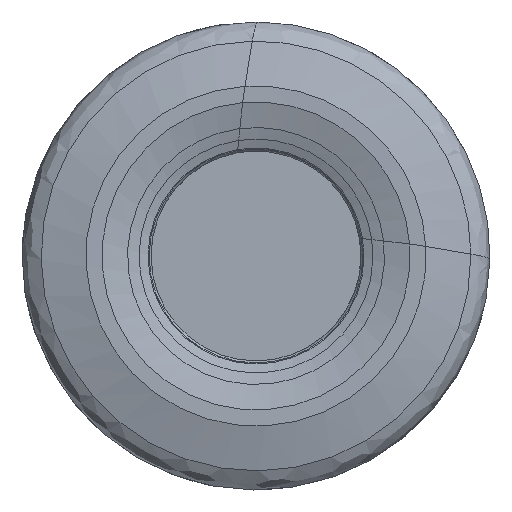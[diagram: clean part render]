
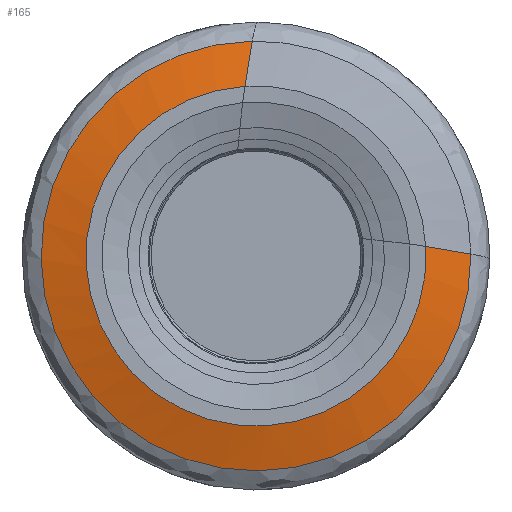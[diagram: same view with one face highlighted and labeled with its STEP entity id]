
A CAD part, left-side view. The second image highlights one B-rep face of the part: STEP entity #165.
In plain terms, the highlighted free-form (B-spline) face has degree [1, 3] with [2, 7] control points.
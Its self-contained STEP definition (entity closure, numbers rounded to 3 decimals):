
#165=ADVANCED_FACE('',(#284),#236,.F.);
#236=(
BOUNDED_SURFACE()
B_SPLINE_SURFACE(1,3,((#1810,#1811,#1812,#1813,#1814,#1815,#1816),(#1817,
#1818,#1819,#1820,#1821,#1822,#1823)),.UNSPECIFIED.,.F.,.F.,.F.)
B_SPLINE_SURFACE_WITH_KNOTS((2,2),(4,3,4),(0.,1.),(0.,0.5,1.),
 .UNSPECIFIED.)
GEOMETRIC_REPRESENTATION_ITEM()
RATIONAL_B_SPLINE_SURFACE(((1.,0.59,0.59,1.,0.59,
0.59,1.),(1.,0.59,0.59,1.,0.59,
0.59,1.)))
REPRESENTATION_ITEM('')
SURFACE()
);
#284=FACE_OUTER_BOUND('',#334,.T.);
#334=EDGE_LOOP('',(#556,#557,#558,#559));
#427=CIRCLE('',#994,7.631);
#428=CIRCLE('',#995,9.642);
#556=ORIENTED_EDGE('',*,*,#842,.F.);
#557=ORIENTED_EDGE('',*,*,#843,.F.);
#558=ORIENTED_EDGE('',*,*,#839,.T.);
#559=ORIENTED_EDGE('',*,*,#844,.F.);
#750=VERTEX_POINT('',#1787);
#751=VERTEX_POINT('',#1788);
#752=VERTEX_POINT('',#1806);
#753=VERTEX_POINT('',#1807);
#839=EDGE_CURVE('',#750,#751,#427,.T.);
#842=EDGE_CURVE('',#752,#753,#428,.T.);
#843=EDGE_CURVE('',#750,#752,#922,.T.);
#844=EDGE_CURVE('',#753,#751,#923,.T.);
#922=LINE('',#1808,#950);
#923=LINE('',#1809,#951);
#950=VECTOR('',#1168,1.);
#951=VECTOR('',#1169,1.);
#994=AXIS2_PLACEMENT_3D('',#1786,#1162,#1163);
#995=AXIS2_PLACEMENT_3D('',#1805,#1166,#1167);
#1162=DIRECTION('',(1.,0.,0.));
#1163=DIRECTION('',(0.,-0.998,0.057));
#1166=DIRECTION('',(1.,0.,0.));
#1167=DIRECTION('',(0.,-1.,0.009));
#1168=DIRECTION('',(0.249,-0.954,-0.166));
#1169=DIRECTION('',(-0.249,0.157,-0.956));
#1786=CARTESIAN_POINT('',(0.,0.,0.));
#1787=CARTESIAN_POINT('',(0.,-7.619,0.435));
#1788=CARTESIAN_POINT('',(0.,0.501,7.615));
#1805=CARTESIAN_POINT('',(0.528,0.,0.));
#1806=CARTESIAN_POINT('',(0.528,-9.642,0.083));
#1807=CARTESIAN_POINT('',(0.528,0.167,9.641));
#1808=CARTESIAN_POINT('',(0.,-7.619,0.435));
#1809=CARTESIAN_POINT('',(0.,0.501,7.615));
#1810=CARTESIAN_POINT('',(0.,-7.619,0.435));
#1811=CARTESIAN_POINT('',(0.,-8.072,-7.514));
#1812=CARTESIAN_POINT('',(0.,-0.909,-10.991));
#1813=CARTESIAN_POINT('',(0.,5.055,-5.717));
#1814=CARTESIAN_POINT('',(0.,11.02,-0.442));
#1815=CARTESIAN_POINT('',(0.,8.445,7.092));
#1816=CARTESIAN_POINT('',(0.,0.501,7.615));
#1817=CARTESIAN_POINT('',(0.528,-9.642,0.083));
#1818=CARTESIAN_POINT('',(0.528,-9.729,-9.977));
#1819=CARTESIAN_POINT('',(0.528,-0.477,-13.927));
#1820=CARTESIAN_POINT('',(0.528,6.729,-6.906));
#1821=CARTESIAN_POINT('',(0.528,13.935,0.115));
#1822=CARTESIAN_POINT('',(0.528,10.226,9.467));
#1823=CARTESIAN_POINT('',(0.528,0.167,9.641));
